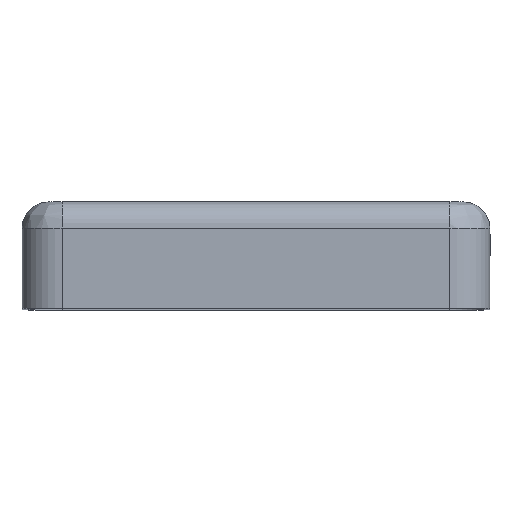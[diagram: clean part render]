
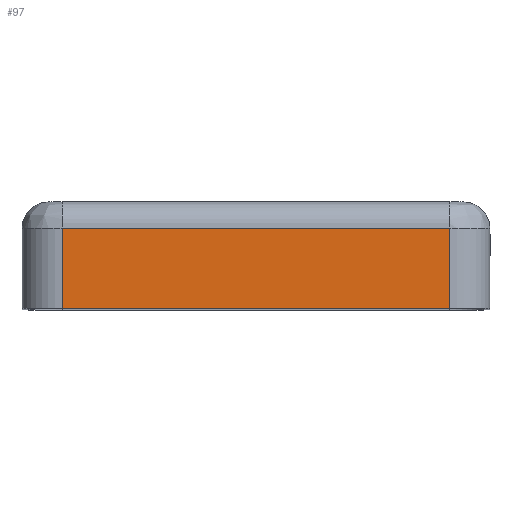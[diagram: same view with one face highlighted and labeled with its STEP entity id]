
A CAD part, top view. The second image highlights one B-rep face of the part: STEP entity #97.
In plain terms, the highlighted planar face has unit normal (0, 0, 1).
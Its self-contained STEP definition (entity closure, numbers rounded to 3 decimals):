
#97 = ADVANCED_FACE( 'NONE', ( #257 ), #258, .T. );
#257 = FACE_OUTER_BOUND( '', #506, .T. );
#258 = PLANE( '', #507 );
#506 = EDGE_LOOP( '', ( #930, #931, #932, #933 ) );
#507 = AXIS2_PLACEMENT_3D( '', #934, #935, #936 );
#930 = ORIENTED_EDGE( '', *, *, #1547, .T. );
#931 = ORIENTED_EDGE( '', *, *, #1548, .F. );
#932 = ORIENTED_EDGE( '', *, *, #1549, .F. );
#933 = ORIENTED_EDGE( '', *, *, #1550, .T. );
#934 = CARTESIAN_POINT( '', ( -9.65, 0., 23.65 ) );
#935 = DIRECTION( '', ( 0., 0., 1. ) );
#936 = DIRECTION( '', ( 1., 0., 0. ) );
#1547 = EDGE_CURVE( 'NONE', #1802, #1803, #1804, .T. );
#1548 = EDGE_CURVE( 'NONE', #1805, #1803, #1806, .T. );
#1549 = EDGE_CURVE( 'NONE', #1807, #1805, #1808, .T. );
#1550 = EDGE_CURVE( 'NONE', #1807, #1802, #1809, .T. );
#1802 = VERTEX_POINT( 'NONE', #2175 );
#1803 = VERTEX_POINT( 'NONE', #2176 );
#1804 = LINE( '', #2177, #2178 );
#1805 = VERTEX_POINT( 'NONE', #2179 );
#1806 = LINE( '', #2180, #2181 );
#1807 = VERTEX_POINT( 'NONE', #2182 );
#1808 = LINE( '', #2183, #2184 );
#1809 = LINE( '', #2185, #2186 );
#2175 = CARTESIAN_POINT( '', ( -9.65, -5.3, 23.65 ) );
#2176 = CARTESIAN_POINT( '', ( 9.65, -5.3, 23.65 ) );
#2177 = CARTESIAN_POINT( '', ( -9.65, -5.3, 23.65 ) );
#2178 = VECTOR( '', #2630, 1000. );
#2179 = CARTESIAN_POINT( '', ( 9.65, -1.3, 23.65 ) );
#2180 = CARTESIAN_POINT( '', ( 9.65, 0., 23.65 ) );
#2181 = VECTOR( '', #2631, 1000. );
#2182 = CARTESIAN_POINT( '', ( -9.65, -1.3, 23.65 ) );
#2183 = CARTESIAN_POINT( '', ( -9.65, -1.3, 23.65 ) );
#2184 = VECTOR( '', #2632, 1000. );
#2185 = CARTESIAN_POINT( '', ( -9.65, 0., 23.65 ) );
#2186 = VECTOR( '', #2633, 1000. );
#2630 = DIRECTION( '', ( 1., 0., 0. ) );
#2631 = DIRECTION( '', ( 0., -1., 0. ) );
#2632 = DIRECTION( '', ( 1., 0., 0. ) );
#2633 = DIRECTION( '', ( 0., -1., 0. ) );
